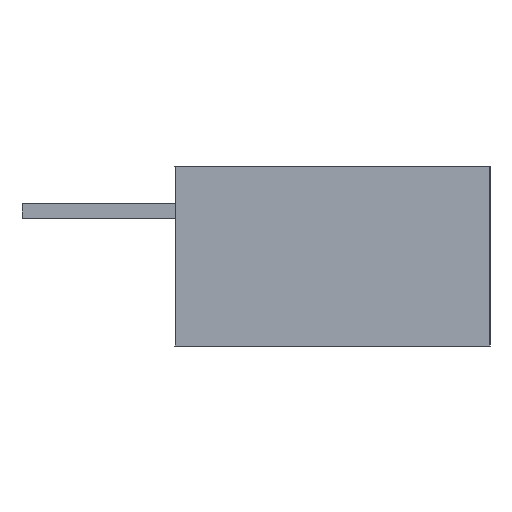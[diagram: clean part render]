
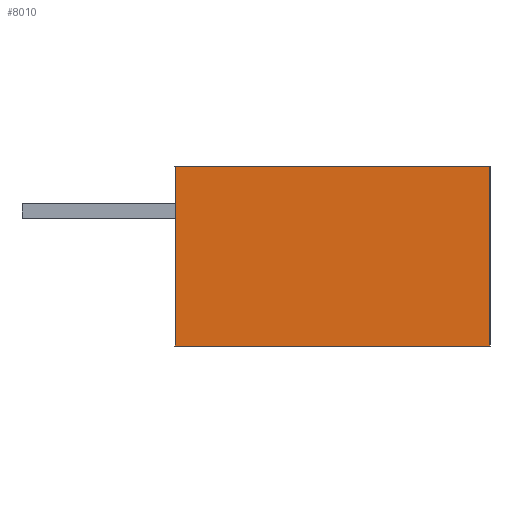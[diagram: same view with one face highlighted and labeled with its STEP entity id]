
A CAD part, left-side view. The second image highlights one B-rep face of the part: STEP entity #8010.
In plain terms, the highlighted planar face has unit normal (-1, 0, 0).
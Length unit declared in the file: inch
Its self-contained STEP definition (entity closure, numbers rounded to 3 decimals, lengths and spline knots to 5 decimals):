
#2051=ORIENTED_EDGE('',*,*,#3324,.T.);
#2052=ORIENTED_EDGE('',*,*,#3306,.F.);
#2053=ORIENTED_EDGE('',*,*,#3505,.F.);
#2054=ORIENTED_EDGE('',*,*,#3311,.T.);
#3306=EDGE_CURVE('',#4218,#4219,#5134,.T.);
#3311=EDGE_CURVE('',#4224,#4223,#5139,.T.);
#3324=EDGE_CURVE('',#4223,#4219,#5152,.T.);
#3505=EDGE_CURVE('',#4224,#4218,#5333,.T.);
#4218=VERTEX_POINT('',#12239);
#4219=VERTEX_POINT('',#12241);
#4223=VERTEX_POINT('',#12250);
#4224=VERTEX_POINT('',#12252);
#5134=LINE('',#12240,#6202);
#5139=LINE('',#12251,#6207);
#5152=LINE('',#12277,#6220);
#5333=LINE('',#12626,#6401);
#6202=VECTOR('',#9994,39.37008);
#6207=VECTOR('',#10001,39.37008);
#6220=VECTOR('',#10018,39.37008);
#6401=VECTOR('',#10299,39.37008);
#6870=EDGE_LOOP('',(#2051,#2052,#2053,#2054));
#7278=FACE_BOUND('',#6870,.T.);
#7626=PLANE('',#8517);
#8010=ADVANCED_FACE('',(#7278),#7626,.F.);
#8517=AXIS2_PLACEMENT_3D('',#12728,#10351,#10352);
#9994=DIRECTION('',(0.,-1.,0.));
#10001=DIRECTION('',(0.,-1.,0.));
#10018=DIRECTION('',(0.,0.,1.));
#10299=DIRECTION('',(0.,0.,1.));
#10351=DIRECTION('',(1.,0.,0.));
#10352=DIRECTION('',(0.,0.,-1.));
#12239=CARTESIAN_POINT('',(-0.61,0.35,0.1));
#12240=CARTESIAN_POINT('',(-0.61,0.35,0.1));
#12241=CARTESIAN_POINT('',(-0.61,0.,0.1));
#12250=CARTESIAN_POINT('',(-0.61,0.,-0.1));
#12251=CARTESIAN_POINT('',(-0.61,0.35,-0.1));
#12252=CARTESIAN_POINT('',(-0.61,0.35,-0.1));
#12277=CARTESIAN_POINT('',(-0.61,0.,-0.1));
#12626=CARTESIAN_POINT('',(-0.61,0.35,-0.1));
#12728=CARTESIAN_POINT('',(-0.61,0.35,-0.1));
